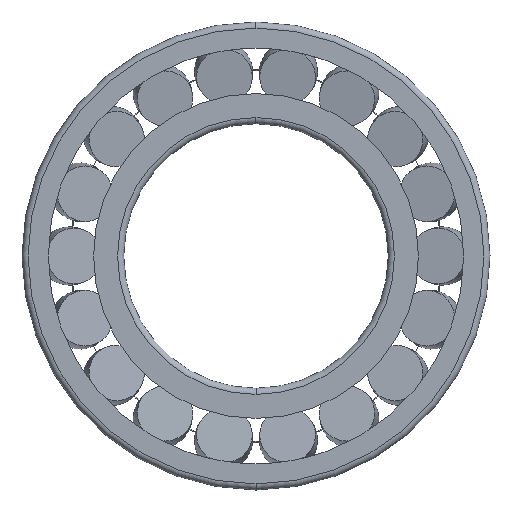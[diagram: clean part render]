
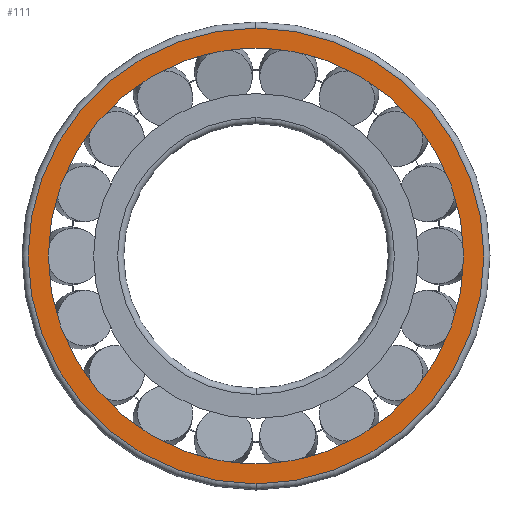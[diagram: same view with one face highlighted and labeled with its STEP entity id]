
A CAD part, left-side view. The second image highlights one B-rep face of the part: STEP entity #111.
In plain terms, the highlighted planar face has unit normal (-1, 0, 0).
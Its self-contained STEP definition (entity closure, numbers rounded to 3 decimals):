
#111=ADVANCED_FACE('',(#423,#424),#425,.T.);
#423=FACE_OUTER_BOUND('',#1032,.T.);
#424=FACE_BOUND('',#1033,.T.);
#425=PLANE('',#1034);
#1032=EDGE_LOOP('',(#1892,#1893,#1894));
#1033=EDGE_LOOP('',(#1895,#1896,#1897));
#1034=AXIS2_PLACEMENT_3D('',#1898,#1899,#1900);
#1892=ORIENTED_EDGE('',*,*,#3834,.F.);
#1893=ORIENTED_EDGE('',*,*,#3833,.F.);
#1894=ORIENTED_EDGE('',*,*,#3861,.F.);
#1895=ORIENTED_EDGE('',*,*,#3865,.T.);
#1896=ORIENTED_EDGE('',*,*,#3816,.T.);
#1897=ORIENTED_EDGE('',*,*,#3866,.T.);
#1898=CARTESIAN_POINT('',(0.0,107.036,0.0));
#1899=DIRECTION('',(-1.0,0.0,0.0));
#1900=DIRECTION('',(0.0,-1.0,0.0));
#3816=EDGE_CURVE('',#4558,#4555,#4559,.T.);
#3833=EDGE_CURVE('',#4589,#4592,#4593,.T.);
#3834=EDGE_CURVE('',#4592,#4594,#4595,.T.);
#3861=EDGE_CURVE('',#4594,#4589,#4632,.T.);
#3865=EDGE_CURVE('',#4637,#4558,#4638,.T.);
#3866=EDGE_CURVE('',#4555,#4637,#4639,.T.);
#4555=VERTEX_POINT('',#5780);
#4558=VERTEX_POINT('',#5783);
#4559=CIRCLE('',#5784,102.072);
#4589=VERTEX_POINT('',#5816);
#4592=VERTEX_POINT('',#5819);
#4593=CIRCLE('',#5820,112.0);
#4594=VERTEX_POINT('',#5821);
#4595=CIRCLE('',#5822,112.0);
#4632=CIRCLE('',#5935,112.0);
#4637=VERTEX_POINT('',#5940);
#4638=CIRCLE('',#5941,102.072);
#4639=CIRCLE('',#5942,102.072);
#5780=CARTESIAN_POINT('',(0.0,0.,-102.072));
#5783=CARTESIAN_POINT('',(0.0,0.,102.072));
#5784=AXIS2_PLACEMENT_3D('',#11868,#11869,#11870);
#5816=CARTESIAN_POINT('',(0.0,0.,-112.0));
#5819=CARTESIAN_POINT('',(0.0,112.0,0.0));
#5820=AXIS2_PLACEMENT_3D('',#11915,#11916,#11917);
#5821=CARTESIAN_POINT('',(0.0,0.,112.0));
#5822=AXIS2_PLACEMENT_3D('',#11918,#11919,#11920);
#5935=AXIS2_PLACEMENT_3D('',#11972,#11973,#11974);
#5940=CARTESIAN_POINT('',(0.0,102.072,0.0));
#5941=AXIS2_PLACEMENT_3D('',#11984,#11985,#11986);
#5942=AXIS2_PLACEMENT_3D('',#11987,#11988,#11989);
#11868=CARTESIAN_POINT('',(0.0,0.0,0.0));
#11869=DIRECTION('',(1.0,0.0,0.0));
#11870=DIRECTION('',(0.0,1.0,0.0));
#11915=CARTESIAN_POINT('',(0.0,0.0,0.0));
#11916=DIRECTION('',(1.0,0.0,0.0));
#11917=DIRECTION('',(0.0,1.0,0.0));
#11918=CARTESIAN_POINT('',(0.0,0.0,0.0));
#11919=DIRECTION('',(1.0,0.0,0.0));
#11920=DIRECTION('',(0.0,1.0,0.0));
#11972=CARTESIAN_POINT('',(0.0,0.0,0.0));
#11973=DIRECTION('',(1.0,0.0,0.0));
#11974=DIRECTION('',(0.0,1.0,0.0));
#11984=CARTESIAN_POINT('',(0.0,0.0,0.0));
#11985=DIRECTION('',(1.0,0.0,0.0));
#11986=DIRECTION('',(0.0,1.0,0.0));
#11987=CARTESIAN_POINT('',(0.0,0.0,0.0));
#11988=DIRECTION('',(1.0,0.0,0.0));
#11989=DIRECTION('',(0.0,1.0,0.0));
